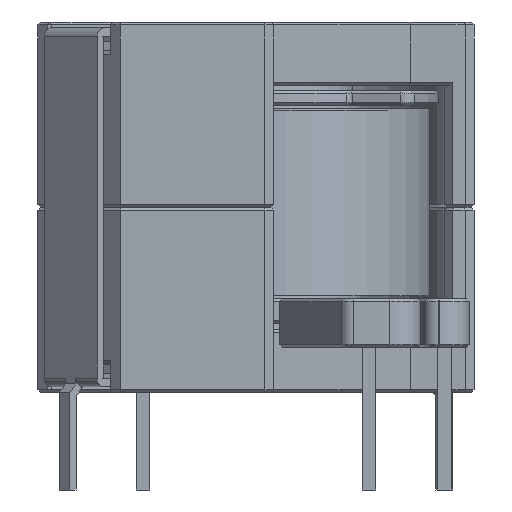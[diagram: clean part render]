
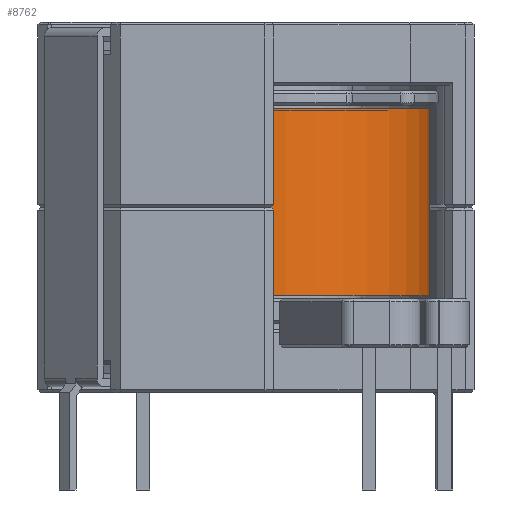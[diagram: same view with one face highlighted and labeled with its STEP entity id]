
A CAD part, front view. The second image highlights one B-rep face of the part: STEP entity #8762.
In plain terms, the highlighted cylindrical face has radius 5.843 mm (diameter 11.685 mm), a full revolution.
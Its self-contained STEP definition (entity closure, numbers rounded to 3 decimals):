
#81=CYLINDRICAL_SURFACE('',#9288,5.843);
#133=CIRCLE('',#9284,5.843);
#134=CIRCLE('',#9286,5.843);
#222=FACE_BOUND('',#1078,.T.);
#569=FACE_OUTER_BOUND('',#1077,.T.);
#1077=EDGE_LOOP('',(#6846));
#1078=EDGE_LOOP('',(#6847));
#3843=VERTEX_POINT('',#13401);
#3844=VERTEX_POINT('',#13404);
#4870=EDGE_CURVE('',#3843,#3843,#133,.T.);
#4871=EDGE_CURVE('',#3844,#3844,#134,.T.);
#6846=ORIENTED_EDGE('',*,*,#4871,.F.);
#6847=ORIENTED_EDGE('',*,*,#4870,.F.);
#8762=ADVANCED_FACE('',(#569,#222),#81,.T.);
#9284=AXIS2_PLACEMENT_3D('',#13402,#11008,#11009);
#9286=AXIS2_PLACEMENT_3D('',#13405,#11012,#11013);
#9288=AXIS2_PLACEMENT_3D('',#13408,#11016,#11017);
#11008=DIRECTION('center_axis',(0.,0.,1.));
#11009=DIRECTION('ref_axis',(-1.,0.,0.));
#11012=DIRECTION('center_axis',(0.,0.,-1.));
#11013=DIRECTION('ref_axis',(-1.,0.,0.));
#11016=DIRECTION('center_axis',(0.,0.,1.));
#11017=DIRECTION('ref_axis',(-1.,0.,0.));
#13401=CARTESIAN_POINT('',(5.843,0.,9.575));
#13402=CARTESIAN_POINT('Origin',(0.,0.,9.575));
#13404=CARTESIAN_POINT('',(5.843,0.,3.275));
#13405=CARTESIAN_POINT('Origin',(0.,0.,3.275));
#13408=CARTESIAN_POINT('Origin',(0.,0.,6.425));
